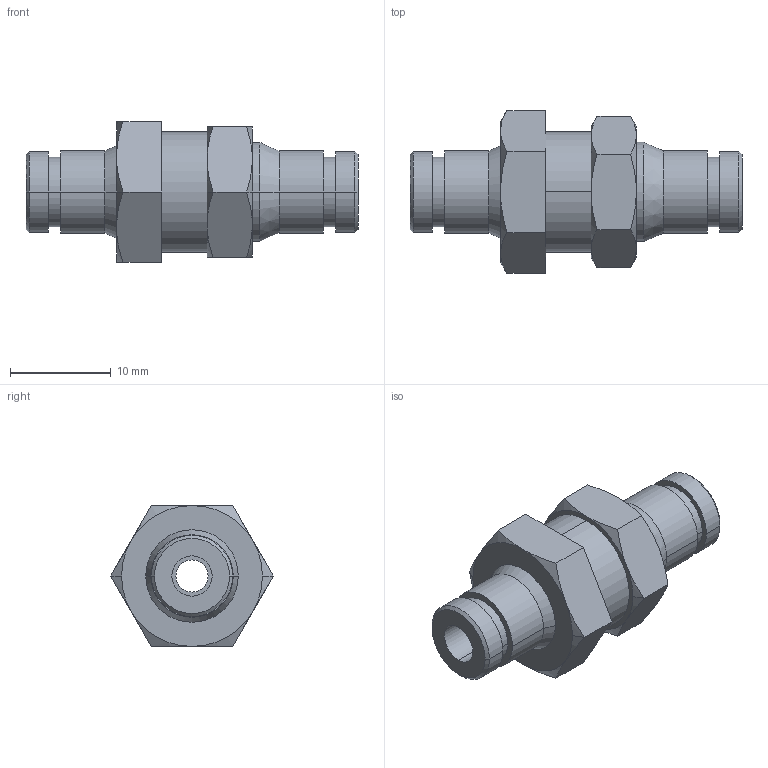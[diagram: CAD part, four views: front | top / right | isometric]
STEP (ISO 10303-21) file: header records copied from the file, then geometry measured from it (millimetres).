
FILE_DESCRIPTION(('STEP AP214'),'1');
FILE_NAME('3816_04_00.stp','2016-07-07T14:27:27',('TraceParts'),('TraceParts S.A.'),'Spatial InterOp 3D',' ',' ');
FILE_SCHEMA(('automotive_design'));
Length unit declared in the file: millimetre
Products named in the file (2): 1; 2
Bounding box: 33 x 16.17 x 14 mm (x, y, z)
Volume: 2658.4 mm3; surface area: 2201 mm2
Topology: 2 solids, 2 shells, 87 faces, 184 edges, 110 vertices
Faces by surface type: cone 38, plane 25, cylinder 24
Entity records: 2394 total; most frequent: CARTESIAN_POINT 527, DIRECTION 412, ORIENTED_EDGE 368, EDGE_CURVE 184, AXIS2_PLACEMENT_3D 175, VERTEX_POINT 110, EDGE_LOOP 100, ADVANCED_FACE 87
